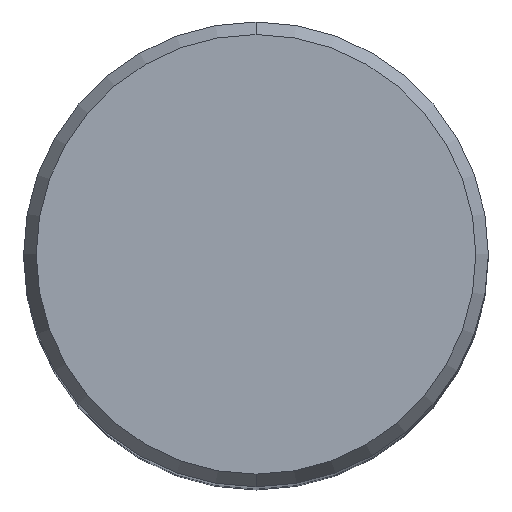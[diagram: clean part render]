
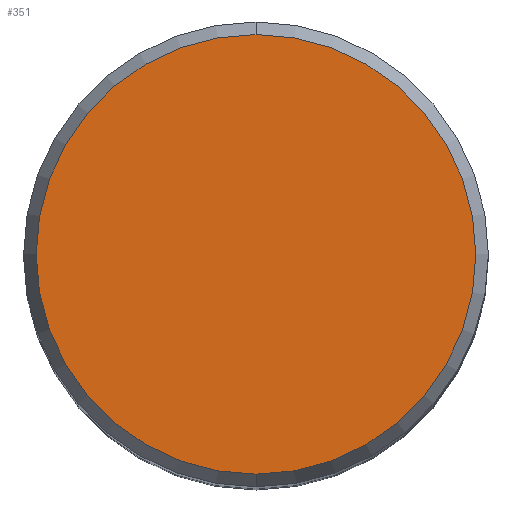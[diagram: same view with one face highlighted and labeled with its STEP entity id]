
A CAD part, top view. The second image highlights one B-rep face of the part: STEP entity #351.
In plain terms, the highlighted planar face has unit normal (0, 0, 1).
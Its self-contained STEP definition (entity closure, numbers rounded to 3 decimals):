
#165=VERTEX_POINT('',#417);
#213=VERTEX_POINT('',#472);
#293=EDGE_CURVE('',#213,#165,#558,.T.);
#351=ADVANCED_FACE('',(#620),#621,.T.);
#371=EDGE_CURVE('',#165,#213,#643,.T.);
#417=CARTESIAN_POINT('',(0.0,12.012,0.));
#472=CARTESIAN_POINT('',(0.,-12.012,0.));
#558=CIRCLE('',#1058,12.012);
#620=FACE_OUTER_BOUND('',#1329,.T.);
#621=PLANE('',#1330);
#643=CIRCLE('',#1363,12.012);
#1058=AXIS2_PLACEMENT_3D('',#1546,#1547,#1548);
#1329=EDGE_LOOP('',(#1597,#1598));
#1330=AXIS2_PLACEMENT_3D('',#1599,#1600,#1601);
#1363=AXIS2_PLACEMENT_3D('',#1629,#1630,#1631);
#1546=CARTESIAN_POINT('',(0.0,0.0,0.));
#1547=DIRECTION('',(0.0,0.0,-1.0));
#1548=DIRECTION('',(0.0,1.0,0.0));
#1597=ORIENTED_EDGE('',*,*,#371,.F.);
#1598=ORIENTED_EDGE('',*,*,#293,.F.);
#1599=CARTESIAN_POINT('',(0.0,6.006,0.));
#1600=DIRECTION('',(-0.0,0.0,1.0));
#1601=DIRECTION('',(0.0,-1.0,0.0));
#1629=CARTESIAN_POINT('',(0.0,0.0,0.));
#1630=DIRECTION('',(0.0,0.0,-1.0));
#1631=DIRECTION('',(0.0,1.0,0.0));
